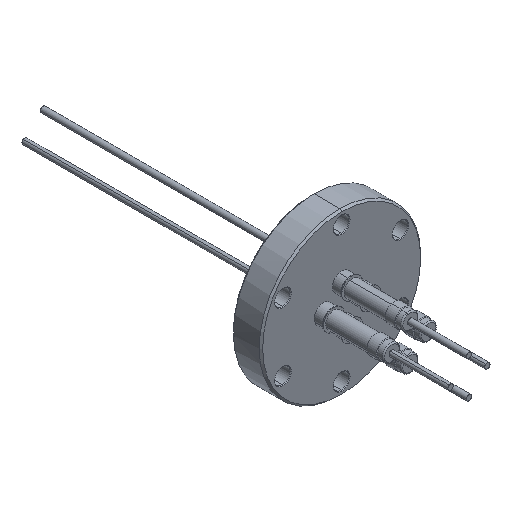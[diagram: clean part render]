
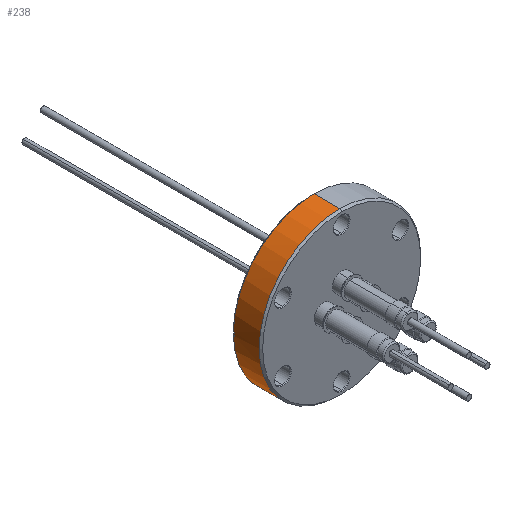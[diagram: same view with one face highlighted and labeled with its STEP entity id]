
A CAD part, isometric view. The second image highlights one B-rep face of the part: STEP entity #238.
In plain terms, the highlighted cylindrical face has radius 34.925 mm (diameter 69.85 mm), a partial arc.
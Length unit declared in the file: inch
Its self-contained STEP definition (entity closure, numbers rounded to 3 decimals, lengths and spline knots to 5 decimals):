
#68 = VERTEX_POINT ( 'NONE', #5305 ) ;
#210 = EDGE_CURVE ( 'NONE', #3851, #4195, #618, .T. ) ;
#238 = ADVANCED_FACE ( 'NONE', ( #2485 ), #1132, .T. ) ;
#257 = VERTEX_POINT ( 'NONE', #1940 ) ;
#258 = AXIS2_PLACEMENT_3D ( 'NONE', #740, #3745, #2854 ) ;
#287 = DIRECTION ( 'NONE',  ( 0., 0., -1. ) ) ;
#338 = VECTOR ( 'NONE', #2545, 39.37008 ) ;
#505 = ORIENTED_EDGE ( 'NONE', *, *, #2955, .F. ) ;
#513 = VECTOR ( 'NONE', #1298, 39.37008 ) ;
#605 = CIRCLE ( 'NONE', #3892, 1.375 ) ;
#618 = CIRCLE ( 'NONE', #258, 1.375 ) ;
#639 = ORIENTED_EDGE ( 'NONE', *, *, #1952, .F. ) ;
#659 = ORIENTED_EDGE ( 'NONE', *, *, #1884, .T. ) ;
#721 = DIRECTION ( 'NONE',  ( 0., -1., 0. ) ) ;
#740 = CARTESIAN_POINT ( 'NONE',  ( 0., 0.47, 0. ) ) ;
#790 = CARTESIAN_POINT ( 'NONE',  ( -1.37465, 0., 0.031 ) ) ;
#992 = ORIENTED_EDGE ( 'NONE', *, *, #1824, .T. ) ;
#1073 = AXIS2_PLACEMENT_3D ( 'NONE', #2365, #4244, #4576 ) ;
#1132 = CYLINDRICAL_SURFACE ( 'NONE', #1073, 1.375 ) ;
#1148 = AXIS2_PLACEMENT_3D ( 'NONE', #2007, #721, #287 ) ;
#1264 = EDGE_CURVE ( 'NONE', #4362, #68, #4715, .T. ) ;
#1298 = DIRECTION ( 'NONE',  ( 0., -1., 0. ) ) ;
#1335 = CIRCLE ( 'NONE', #1148, 1.375 ) ;
#1601 = ORIENTED_EDGE ( 'NONE', *, *, #1264, .T. ) ;
#1627 = VECTOR ( 'NONE', #3059, 39.37008 ) ;
#1824 = EDGE_CURVE ( 'NONE', #4195, #4797, #2219, .T. ) ;
#1884 = EDGE_CURVE ( 'NONE', #3581, #4362, #605, .T. ) ;
#1940 = CARTESIAN_POINT ( 'NONE',  ( 0., 0.03, 1.375 ) ) ;
#1952 = EDGE_CURVE ( 'NONE', #3133, #68, #4171, .T. ) ;
#1959 = EDGE_LOOP ( 'NONE', ( #5644, #659, #1601, #639, #4627, #5196, #992, #505 ) ) ;
#2007 = CARTESIAN_POINT ( 'NONE',  ( 0., 0.03, 0. ) ) ;
#2104 = LINE ( 'NONE', #3848, #2161 ) ;
#2161 = VECTOR ( 'NONE', #2469, 39.37008 ) ;
#2197 = DIRECTION ( 'NONE',  ( 0., 0., -1. ) ) ;
#2209 = EDGE_CURVE ( 'NONE', #3581, #257, #3052, .T. ) ;
#2219 = LINE ( 'NONE', #4779, #1627 ) ;
#2235 = CARTESIAN_POINT ( 'NONE',  ( -1.37465, 0.47, 0.031 ) ) ;
#2271 = DIRECTION ( 'NONE',  ( 0., 0., 1. ) ) ;
#2365 = CARTESIAN_POINT ( 'NONE',  ( 0., 0., 0. ) ) ;
#2469 = DIRECTION ( 'NONE',  ( 0., 1., 0. ) ) ;
#2485 = FACE_OUTER_BOUND ( 'NONE', #1959, .T. ) ;
#2517 = AXIS2_PLACEMENT_3D ( 'NONE', #3141, #5374, #2271 ) ;
#2545 = DIRECTION ( 'NONE',  ( 0., -1., 0. ) ) ;
#2627 = CARTESIAN_POINT ( 'NONE',  ( 0., 0.47, 0. ) ) ;
#2715 = CARTESIAN_POINT ( 'NONE',  ( 0., 0.03, -1.375 ) ) ;
#2854 = DIRECTION ( 'NONE',  ( 0., 0., -1. ) ) ;
#2955 = EDGE_CURVE ( 'NONE', #257, #4797, #1335, .T. ) ;
#3052 = LINE ( 'NONE', #4798, #513 ) ;
#3059 = DIRECTION ( 'NONE',  ( 0., -1., 0. ) ) ;
#3133 = VERTEX_POINT ( 'NONE', #5326 ) ;
#3141 = CARTESIAN_POINT ( 'NONE',  ( 0., 0.45, 0. ) ) ;
#3581 = VERTEX_POINT ( 'NONE', #5038 ) ;
#3745 = DIRECTION ( 'NONE',  ( 0., -1., 0. ) ) ;
#3848 = CARTESIAN_POINT ( 'NONE',  ( -1.37465, 0., -0.031 ) ) ;
#3851 = VERTEX_POINT ( 'NONE', #4408 ) ;
#3892 = AXIS2_PLACEMENT_3D ( 'NONE', #2627, #4384, #2197 ) ;
#4171 = CIRCLE ( 'NONE', #2517, 1.375 ) ;
#4195 = VERTEX_POINT ( 'NONE', #4746 ) ;
#4244 = DIRECTION ( 'NONE',  ( 0., -1., 0. ) ) ;
#4362 = VERTEX_POINT ( 'NONE', #2235 ) ;
#4384 = DIRECTION ( 'NONE',  ( 0., -1., 0. ) ) ;
#4408 = CARTESIAN_POINT ( 'NONE',  ( -1.37465, 0.47, -0.031 ) ) ;
#4555 = EDGE_CURVE ( 'NONE', #3133, #3851, #2104, .T. ) ;
#4576 = DIRECTION ( 'NONE',  ( 0., 0., -1. ) ) ;
#4627 = ORIENTED_EDGE ( 'NONE', *, *, #4555, .T. ) ;
#4715 = LINE ( 'NONE', #790, #338 ) ;
#4746 = CARTESIAN_POINT ( 'NONE',  ( 0., 0.47, -1.375 ) ) ;
#4779 = CARTESIAN_POINT ( 'NONE',  ( 0., 0., -1.375 ) ) ;
#4797 = VERTEX_POINT ( 'NONE', #2715 ) ;
#4798 = CARTESIAN_POINT ( 'NONE',  ( 0., 0., 1.375 ) ) ;
#5038 = CARTESIAN_POINT ( 'NONE',  ( 0., 0.47, 1.375 ) ) ;
#5196 = ORIENTED_EDGE ( 'NONE', *, *, #210, .T. ) ;
#5305 = CARTESIAN_POINT ( 'NONE',  ( -1.37465, 0.45, 0.031 ) ) ;
#5326 = CARTESIAN_POINT ( 'NONE',  ( -1.37465, 0.45, -0.031 ) ) ;
#5374 = DIRECTION ( 'NONE',  ( 0., 1., 0. ) ) ;
#5644 = ORIENTED_EDGE ( 'NONE', *, *, #2209, .F. ) ;
